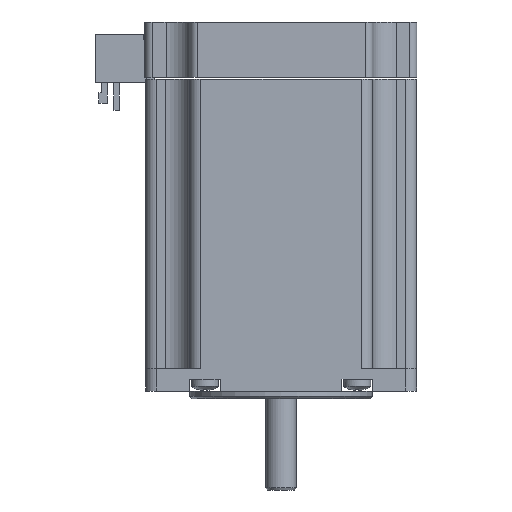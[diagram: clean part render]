
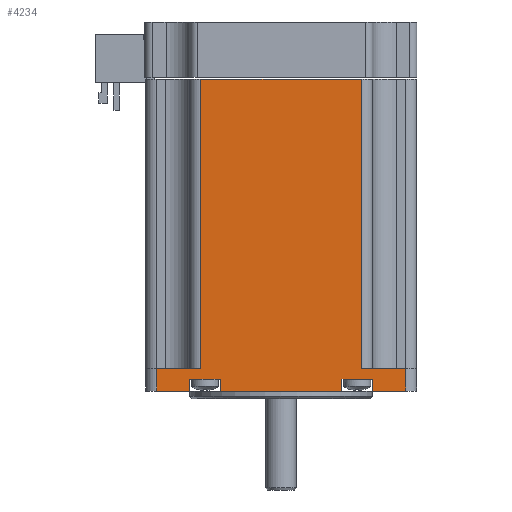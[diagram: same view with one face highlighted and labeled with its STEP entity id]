
A CAD part, front view. The second image highlights one B-rep face of the part: STEP entity #4234.
In plain terms, the highlighted planar face has unit normal (0, -1, 0).
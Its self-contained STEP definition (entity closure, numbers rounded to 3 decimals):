
#14=DIRECTION('',(1.,0.,0.));
#15=VECTOR('',#14,25.367);
#16=CARTESIAN_POINT('',(-12.684,-28.2,0.));
#17=LINE('',#16,#15);
#31=DIRECTION('',(1.,0.,0.));
#32=VECTOR('',#31,6.877);
#33=CARTESIAN_POINT('',(19.023,-28.2,0.));
#34=LINE('',#33,#32);
#101=DIRECTION('',(1.,0.,0.));
#102=VECTOR('',#101,6.877);
#103=CARTESIAN_POINT('',(-25.9,-28.2,0.));
#104=LINE('',#103,#102);
#231=DIRECTION('',(-1.,0.,0.));
#232=VECTOR('',#231,1.237);
#233=CARTESIAN_POINT('',(-15.235,-28.2,2.5));
#234=LINE('',#233,#232);
#235=DIRECTION('',(-1.,0.,0.));
#236=VECTOR('',#235,2.551);
#237=CARTESIAN_POINT('',(-16.472,-28.2,2.5));
#238=LINE('',#237,#236);
#239=DIRECTION('',(0.,0.,1.));
#240=VECTOR('',#239,2.5);
#241=CARTESIAN_POINT('',(-19.023,-28.2,0.));
#242=LINE('',#241,#240);
#243=DIRECTION('',(0.,0.,-1.));
#244=VECTOR('',#243,4.6);
#245=CARTESIAN_POINT('',(-25.9,-28.2,4.6));
#246=LINE('',#245,#244);
#247=DIRECTION('',(1.,0.,0.));
#248=VECTOR('',#247,33.4);
#249=CARTESIAN_POINT('',(-16.7,-28.2,64.9));
#250=LINE('',#249,#248);
#251=DIRECTION('',(0.,0.,-1.));
#252=VECTOR('',#251,4.6);
#253=CARTESIAN_POINT('',(25.9,-28.2,4.6));
#254=LINE('',#253,#252);
#255=DIRECTION('',(0.,0.,1.));
#256=VECTOR('',#255,2.5);
#257=CARTESIAN_POINT('',(19.023,-28.2,0.));
#258=LINE('',#257,#256);
#259=DIRECTION('',(-1.,0.,0.));
#260=VECTOR('',#259,2.551);
#261=CARTESIAN_POINT('',(19.023,-28.2,2.5));
#262=LINE('',#261,#260);
#263=DIRECTION('',(-1.,0.,0.));
#264=VECTOR('',#263,1.237);
#265=CARTESIAN_POINT('',(16.472,-28.2,2.5));
#266=LINE('',#265,#264);
#267=DIRECTION('',(-1.,0.,0.));
#268=VECTOR('',#267,2.551);
#269=CARTESIAN_POINT('',(15.235,-28.2,2.5));
#270=LINE('',#269,#268);
#271=DIRECTION('',(0.,0.,1.));
#272=VECTOR('',#271,2.5);
#273=CARTESIAN_POINT('',(12.684,-28.2,0.));
#274=LINE('',#273,#272);
#275=DIRECTION('',(0.,0.,1.));
#276=VECTOR('',#275,2.5);
#277=CARTESIAN_POINT('',(-12.684,-28.2,0.));
#278=LINE('',#277,#276);
#279=DIRECTION('',(-1.,0.,0.));
#280=VECTOR('',#279,2.551);
#281=CARTESIAN_POINT('',(-12.684,-28.2,2.5));
#282=LINE('',#281,#280);
#359=DIRECTION('',(-1.,0.,0.));
#360=VECTOR('',#359,9.2);
#361=CARTESIAN_POINT('',(-16.7,-28.2,4.6));
#362=LINE('',#361,#360);
#538=DIRECTION('',(0.,0.,-1.));
#539=VECTOR('',#538,60.3);
#540=CARTESIAN_POINT('',(-16.7,-28.2,64.9));
#541=LINE('',#540,#539);
#589=DIRECTION('',(0.,0.,1.));
#590=VECTOR('',#589,60.3);
#591=CARTESIAN_POINT('',(16.7,-28.2,4.6));
#592=LINE('',#591,#590);
#2899=DIRECTION('',(-1.,0.,0.));
#2900=VECTOR('',#2899,9.2);
#2901=CARTESIAN_POINT('',(25.9,-28.2,4.6));
#2902=LINE('',#2901,#2900);
#3128=CARTESIAN_POINT('',(-16.7,-28.2,4.6));
#3129=VERTEX_POINT('',#3128);
#3136=CARTESIAN_POINT('',(16.7,-28.2,4.6));
#3137=VERTEX_POINT('',#3136);
#3140=CARTESIAN_POINT('',(25.9,-28.2,4.6));
#3141=VERTEX_POINT('',#3140);
#3148=CARTESIAN_POINT('',(-25.9,-28.2,4.6));
#3149=VERTEX_POINT('',#3148);
#3154=CARTESIAN_POINT('',(-25.9,-28.2,0.));
#3156=VERTEX_POINT('',#3154);
#3159=CARTESIAN_POINT('',(25.9,-28.2,0.));
#3161=VERTEX_POINT('',#3159);
#3251=CARTESIAN_POINT('',(12.684,-28.2,2.5));
#3253=VERTEX_POINT('',#3251);
#3256=CARTESIAN_POINT('',(-19.023,-28.2,2.5));
#3258=VERTEX_POINT('',#3256);
#3262=CARTESIAN_POINT('',(19.023,-28.2,0.));
#3264=VERTEX_POINT('',#3262);
#3266=CARTESIAN_POINT('',(12.684,-28.2,0.));
#3267=VERTEX_POINT('',#3266);
#3268=CARTESIAN_POINT('',(19.023,-28.2,2.5));
#3269=VERTEX_POINT('',#3268);
#3270=CARTESIAN_POINT('',(-19.023,-28.2,0.));
#3271=VERTEX_POINT('',#3270);
#3274=CARTESIAN_POINT('',(-12.684,-28.2,0.));
#3275=VERTEX_POINT('',#3274);
#3276=CARTESIAN_POINT('',(-12.684,-28.2,2.5));
#3277=VERTEX_POINT('',#3276);
#3306=CARTESIAN_POINT('',(16.7,-28.2,64.9));
#3307=CARTESIAN_POINT('',(-16.7,-28.2,64.9));
#3308=VERTEX_POINT('',#3306);
#3309=VERTEX_POINT('',#3307);
#3902=CARTESIAN_POINT('',(16.472,-28.2,2.5));
#3903=CARTESIAN_POINT('',(15.235,-28.2,2.5));
#3904=VERTEX_POINT('',#3902);
#3905=VERTEX_POINT('',#3903);
#3970=CARTESIAN_POINT('',(-15.235,-28.2,2.5));
#3971=CARTESIAN_POINT('',(-16.472,-28.2,2.5));
#3972=VERTEX_POINT('',#3970);
#3973=VERTEX_POINT('',#3971);
#4190=CARTESIAN_POINT('',(-28.2,-28.2,0.));
#4191=DIRECTION('',(0.,-1.,0.));
#4192=DIRECTION('',(1.,0.,0.));
#4193=AXIS2_PLACEMENT_3D('',#4190,#4191,#4192);
#4194=PLANE('',#4193);
#4196=ORIENTED_EDGE('',*,*,#4195,.T.);
#4198=ORIENTED_EDGE('',*,*,#4197,.T.);
#4200=ORIENTED_EDGE('',*,*,#4199,.F.);
#4201=ORIENTED_EDGE('',*,*,#4100,.F.);
#4203=ORIENTED_EDGE('',*,*,#4202,.F.);
#4205=ORIENTED_EDGE('',*,*,#4204,.F.);
#4207=ORIENTED_EDGE('',*,*,#4206,.F.);
#4209=ORIENTED_EDGE('',*,*,#4208,.T.);
#4211=ORIENTED_EDGE('',*,*,#4210,.F.);
#4213=ORIENTED_EDGE('',*,*,#4212,.F.);
#4215=ORIENTED_EDGE('',*,*,#4214,.T.);
#4216=ORIENTED_EDGE('',*,*,#4068,.F.);
#4218=ORIENTED_EDGE('',*,*,#4217,.T.);
#4220=ORIENTED_EDGE('',*,*,#4219,.T.);
#4222=ORIENTED_EDGE('',*,*,#4221,.T.);
#4224=ORIENTED_EDGE('',*,*,#4223,.T.);
#4226=ORIENTED_EDGE('',*,*,#4225,.F.);
#4227=ORIENTED_EDGE('',*,*,#4060,.F.);
#4229=ORIENTED_EDGE('',*,*,#4228,.T.);
#4231=ORIENTED_EDGE('',*,*,#4230,.T.);
#4232=EDGE_LOOP('',(#4196,#4198,#4200,#4201,#4203,#4205,#4207,#4209,#4211,#4213,
#4215,#4216,#4218,#4220,#4222,#4224,#4226,#4227,#4229,#4231));
#4233=FACE_OUTER_BOUND('',#4232,.F.);
#4234=ADVANCED_FACE('',(#4233),#4194,.T.);
#4060=EDGE_CURVE('',#3275,#3267,#17,.T.);
#4068=EDGE_CURVE('',#3264,#3161,#34,.T.);
#4100=EDGE_CURVE('',#3156,#3271,#104,.T.);
#4195=EDGE_CURVE('',#3972,#3973,#234,.T.);
#4197=EDGE_CURVE('',#3973,#3258,#238,.T.);
#4199=EDGE_CURVE('',#3271,#3258,#242,.T.);
#4202=EDGE_CURVE('',#3149,#3156,#246,.T.);
#4204=EDGE_CURVE('',#3129,#3149,#362,.T.);
#4206=EDGE_CURVE('',#3309,#3129,#541,.T.);
#4208=EDGE_CURVE('',#3309,#3308,#250,.T.);
#4210=EDGE_CURVE('',#3137,#3308,#592,.T.);
#4212=EDGE_CURVE('',#3141,#3137,#2902,.T.);
#4214=EDGE_CURVE('',#3141,#3161,#254,.T.);
#4217=EDGE_CURVE('',#3264,#3269,#258,.T.);
#4219=EDGE_CURVE('',#3269,#3904,#262,.T.);
#4221=EDGE_CURVE('',#3904,#3905,#266,.T.);
#4223=EDGE_CURVE('',#3905,#3253,#270,.T.);
#4225=EDGE_CURVE('',#3267,#3253,#274,.T.);
#4228=EDGE_CURVE('',#3275,#3277,#278,.T.);
#4230=EDGE_CURVE('',#3277,#3972,#282,.T.);
